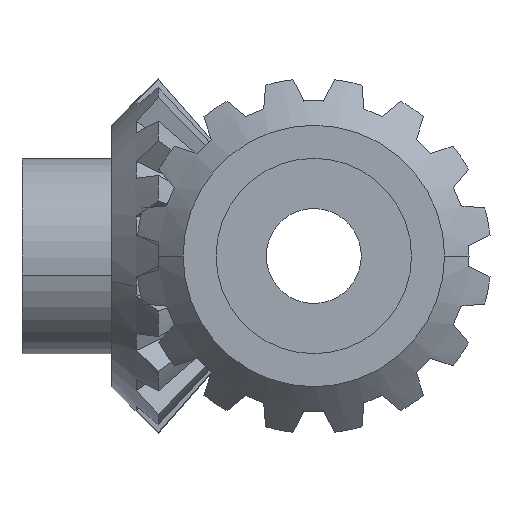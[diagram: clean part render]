
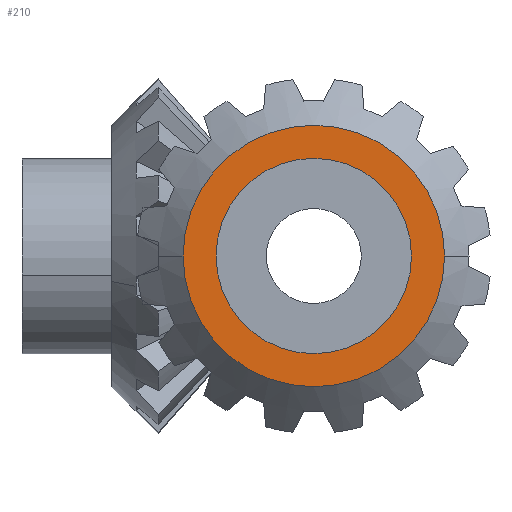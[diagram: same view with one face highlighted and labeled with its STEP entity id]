
A CAD part, front view. The second image highlights one B-rep face of the part: STEP entity #210.
In plain terms, the highlighted planar face has unit normal (0, -1, 0).
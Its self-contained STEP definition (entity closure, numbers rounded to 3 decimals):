
#210=ADVANCED_FACE('',(#509,#510),#511,.F.);
#509=FACE_OUTER_BOUND('',#815,.T.);
#510=FACE_BOUND('',#816,.T.);
#511=PLANE('',#817);
#815=EDGE_LOOP('',(#2078,#2079));
#816=EDGE_LOOP('',(#2080,#2081,#2082));
#817=AXIS2_PLACEMENT_3D('',#2083,#2084,#2085);
#2078=ORIENTED_EDGE('',*,*,#2484,.F.);
#2079=ORIENTED_EDGE('',*,*,#2409,.F.);
#2080=ORIENTED_EDGE('',*,*,#2403,.F.);
#2081=ORIENTED_EDGE('',*,*,#2402,.F.);
#2082=ORIENTED_EDGE('',*,*,#2577,.F.);
#2083=CARTESIAN_POINT('',(0.,-29.8,0.0));
#2084=DIRECTION('',(0.,1.0,0.0));
#2085=DIRECTION('',(0.0,0.0,-1.0));
#2402=EDGE_CURVE('',#3019,#3021,#3022,.T.);
#2403=EDGE_CURVE('',#3021,#3015,#3023,.T.);
#2409=EDGE_CURVE('',#3032,#3035,#3036,.T.);
#2484=EDGE_CURVE('',#3035,#3032,#3180,.T.);
#2577=EDGE_CURVE('',#3015,#3019,#3301,.T.);
#3015=VERTEX_POINT('',#4938);
#3019=VERTEX_POINT('',#4943);
#3021=VERTEX_POINT('',#4946);
#3022=CIRCLE('',#4947,14.4);
#3023=CIRCLE('',#4948,14.4);
#3032=VERTEX_POINT('',#4959);
#3035=VERTEX_POINT('',#4963);
#3036=CIRCLE('',#4964,19.272);
#3180=CIRCLE('',#5590,19.272);
#3301=CIRCLE('',#5969,14.4);
#4938=CARTESIAN_POINT('',(-14.4,-29.8,0.));
#4943=CARTESIAN_POINT('',(14.4,-29.8,0.));
#4946=CARTESIAN_POINT('',(0.,-29.8,14.4));
#4947=AXIS2_PLACEMENT_3D('',#6213,#6214,#6215);
#4948=AXIS2_PLACEMENT_3D('',#6216,#6217,#6218);
#4959=CARTESIAN_POINT('',(-19.272,-29.8,0.));
#4963=CARTESIAN_POINT('',(19.272,-29.8,0.));
#4964=AXIS2_PLACEMENT_3D('',#6228,#6229,#6230);
#5590=AXIS2_PLACEMENT_3D('',#6284,#6285,#6286);
#5969=AXIS2_PLACEMENT_3D('',#6377,#6378,#6379);
#6213=CARTESIAN_POINT('',(0.,-29.8,0.0));
#6214=DIRECTION('',(0.,-1.0,-0.0));
#6215=DIRECTION('',(0.0,0.0,-1.0));
#6216=CARTESIAN_POINT('',(0.,-29.8,0.0));
#6217=DIRECTION('',(0.,-1.0,-0.0));
#6218=DIRECTION('',(0.0,0.0,-1.0));
#6228=CARTESIAN_POINT('',(0.,-29.8,0.0));
#6229=DIRECTION('',(0.,1.0,0.0));
#6230=DIRECTION('',(-1.0,0.,0.0));
#6284=CARTESIAN_POINT('',(0.,-29.8,0.0));
#6285=DIRECTION('',(0.,1.0,0.0));
#6286=DIRECTION('',(-1.0,0.,0.0));
#6377=CARTESIAN_POINT('',(0.,-29.8,0.0));
#6378=DIRECTION('',(0.,-1.0,-0.0));
#6379=DIRECTION('',(0.0,0.0,-1.0));
